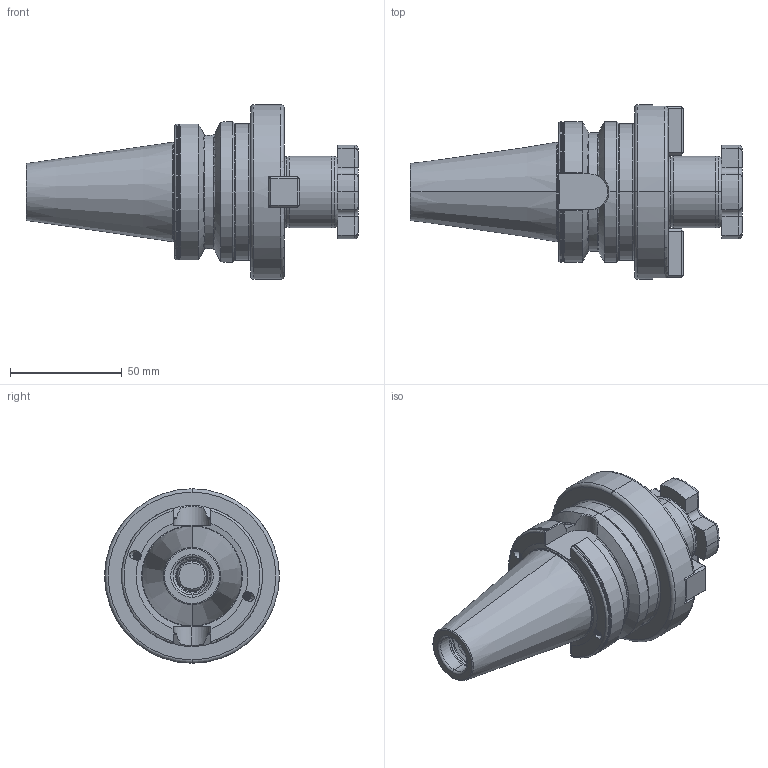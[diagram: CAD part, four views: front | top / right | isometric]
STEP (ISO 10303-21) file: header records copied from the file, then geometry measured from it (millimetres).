
FILE_DESCRIPTION (( 'STEP AP203' ), '1' );
FILE_NAME ('DC.406.11.32.STEP', '2017-10-18T07:51:41', ( '' ), ( '' ), 'SwSTEP 2.0', 'SolidWorks 2012', '' );
FILE_SCHEMA (( 'CONFIG_CONTROL_DESIGN' ));
Length unit declared in the file: millimetre
Products named in the file (5): DC.406.11.32; 面銑刀墊塊32; 102.11.32_M5xP0.8-14L; 十字螺絲FMB32
Assembly tree (6 placements, depth 2):
  DC.406.11.32
    DC.406.11.32
    面銑刀墊塊32  x2
    102.11.32_M5xP0.8-14L  x2
    十字螺絲FMB32
Bounding box: 148.4 x 78 x 78 mm (x, y, z)
Volume: 241649.7 mm3; surface area: 50041.9 mm2
Topology: 6 solids, 6 shells, 588 faces, 1538 edges, 962 vertices
Faces by surface type: cylinder 278, plane 144, torus 66, cone 64, bspline 36
Entity records: 31887 total; most frequent: CARTESIAN_POINT 20514, ORIENTED_EDGE 2592, DIRECTION 1986, EDGE_CURVE 1296, VERTEX_POINT 817, AXIS2_PLACEMENT_3D 767, EDGE_LOOP 501, ADVANCED_FACE 488
